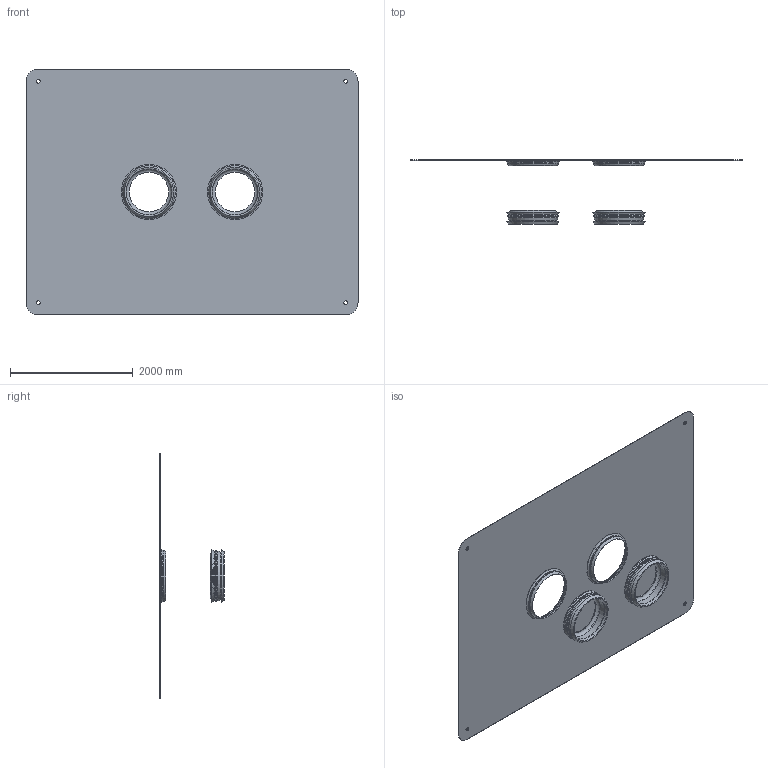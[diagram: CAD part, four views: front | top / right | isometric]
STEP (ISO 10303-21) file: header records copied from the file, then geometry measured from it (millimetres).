
FILE_DESCRIPTION(/* description */ (''),/* implementation_level */ '2;1');
FILE_NAME(/* name */ '13073.070X_3D.stp',/* time_stamp */ '2024-12-11T14:22:56+01:00',/* author */ ('CAD'),/* organization */ (''),/* preprocessor_version */ 'ST-DEVELOPER v20',/* originating_system */ 'AutoCAD Mechanical',/* authorisation */ '');
FILE_SCHEMA (('AUTOMOTIVE_DESIGN { 1 0 10303 214 3 1 1 }'));
Length unit declared in the file: centimetre
Products named in the file (2): Product; *S0
Assembly tree (1 placements, depth 2):
  Product
    *S0
Bounding box: 5400 x 1049.97 x 4000 mm (x, y, z)
Volume: 247913967.8 mm3; surface area: 45267600.7 mm2
Topology: 3 solids, 3 shells, 68 faces, 167 edges, 110 vertices
Faces by surface type: cone 20, cylinder 18, torus 18, plane 12
Full cylindrical faces by diameter (mm): 60 x4, 640 x2, 740 x2, 810 x4, 838 x2
Entity records: 2157 total; most frequent: DIRECTION 423, CARTESIAN_POINT 348, ORIENTED_EDGE 328, AXIS2_PLACEMENT_3D 185, EDGE_CURVE 164, CIRCLE 114, VERTEX_POINT 104, EDGE_LOOP 86
